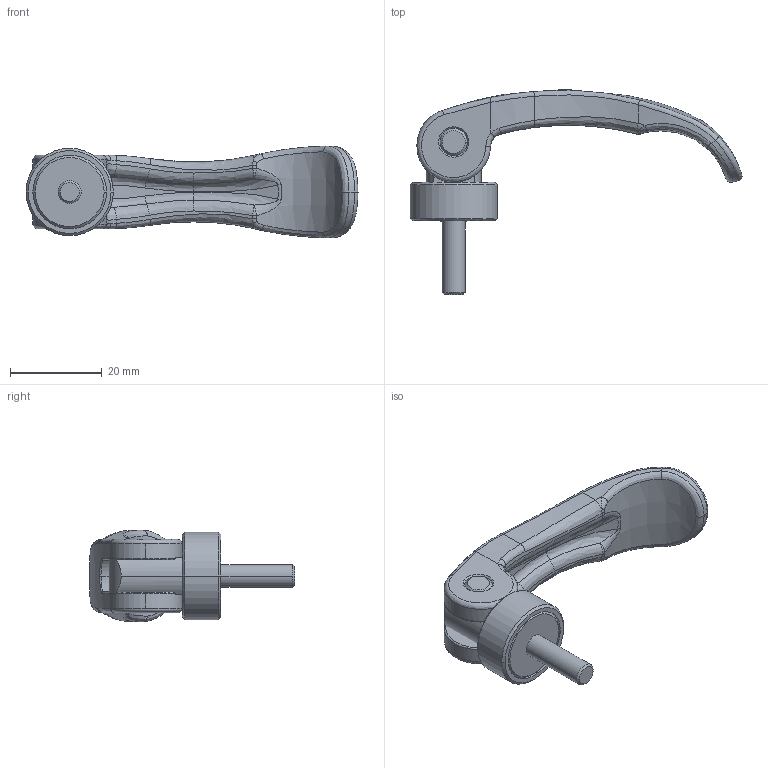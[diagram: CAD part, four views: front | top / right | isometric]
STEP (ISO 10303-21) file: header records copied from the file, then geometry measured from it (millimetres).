
FILE_DESCRIPTION(('STEP AP214'),'1');
FILE_NAME('EH_23390_0330.stp','2017-08-10T07:25:51',('TraceParts'),('TraceParts S.A.'),'Spatial InterOp 3D',' ',' ');
FILE_SCHEMA(('automotive_design'));
Length unit declared in the file: millimetre
Products named in the file (3): EH_23390_0330_1; EH_23390_0330_2; EH_23390_0330_3
Bounding box: 72.2 x 44.58 x 19.99 mm (x, y, z)
Volume: 11498.5 mm3; surface area: 6942.6 mm2
Topology: 3 solids, 3 shells, 150 faces, 378 edges, 232 vertices
Faces by surface type: bspline 80, cylinder 36, cone 18, plane 16
Entity records: 13911 total; most frequent: CARTESIAN_POINT 9615, ORIENTED_EDGE 742, DIRECTION 509, EDGE_CURVE 371, VERTEX_POINT 232, AXIS2_PLACEMENT_3D 222, EDGE_LOOP 161, STYLED_ITEM 150
